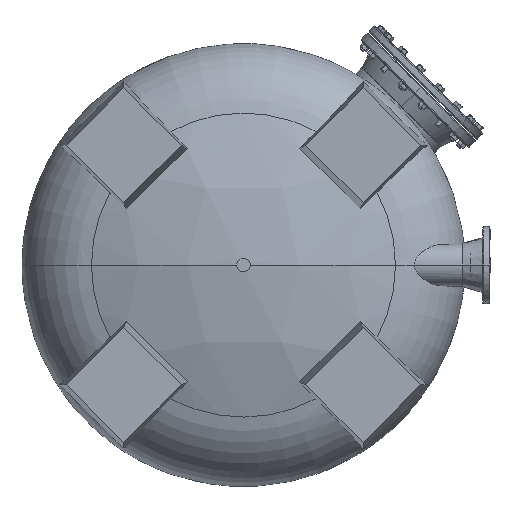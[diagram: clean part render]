
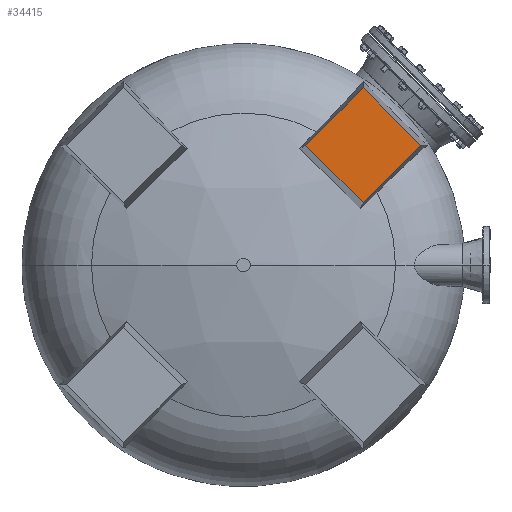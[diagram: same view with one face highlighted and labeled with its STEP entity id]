
A CAD part, front view. The second image highlights one B-rep face of the part: STEP entity #34415.
In plain terms, the highlighted planar face has unit normal (0, -1, 0).
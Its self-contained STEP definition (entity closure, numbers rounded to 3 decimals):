
#90 = EDGE_CURVE ( 'NONE', #9915, #23121, #21498, .T. ) ;
#1006 = EDGE_LOOP ( 'NONE', ( #47031, #11070, #17980, #30121 ) ) ;
#3495 = CARTESIAN_POINT ( 'NONE',  ( 360.709, -1387.477, 169.871 ) ) ;
#4151 = CARTESIAN_POINT ( 'NONE',  ( 148.577, -1387.477, 382.003 ) ) ;
#5183 = CARTESIAN_POINT ( 'NONE',  ( 219.287, -1387.477, 452.714 ) ) ;
#6654 = CARTESIAN_POINT ( 'NONE',  ( 572.841, -1387.477, 382.003 ) ) ;
#6889 = CARTESIAN_POINT ( 'NONE',  ( 431.42, -1387.477, 523.425 ) ) ;
#7749 = EDGE_CURVE ( 'NONE', #24727, #9915, #25755, .T. ) ;
#9016 = EDGE_CURVE ( 'NONE', #23121, #30187, #19340, .T. ) ;
#9322 = CARTESIAN_POINT ( 'NONE',  ( 572.841, -1387.477, 382.003 ) ) ;
#9915 = VERTEX_POINT ( 'NONE', #20228 ) ;
#11070 = ORIENTED_EDGE ( 'NONE', *, *, #90, .F. ) ;
#11983 = DIRECTION ( 'NONE',  ( -1., 0., 0. ) ) ;
#12457 = CARTESIAN_POINT ( 'NONE',  ( 360.709, -1387.477, 594.135 ) ) ;
#14546 = B_SPLINE_CURVE_WITH_KNOTS ( 'NONE', 3,
 ( #15030, #29752, #36969, #4151 ),
 .UNSPECIFIED., .F., .F.,
 ( 4, 4 ),
 ( 0., 1. ),
 .UNSPECIFIED. ) ;
#15030 = CARTESIAN_POINT ( 'NONE',  ( 360.709, -1387.477, 169.871 ) ) ;
#15226 = CARTESIAN_POINT ( 'NONE',  ( 431.42, -1387.477, 240.582 ) ) ;
#15370 = CARTESIAN_POINT ( 'NONE',  ( 289.998, -1387.477, 523.425 ) ) ;
#16322 = CARTESIAN_POINT ( 'NONE',  ( 148.577, -1387.477, 382.003 ) ) ;
#17980 = ORIENTED_EDGE ( 'NONE', *, *, #7749, .F. ) ;
#19340 = B_SPLINE_CURVE_WITH_KNOTS ( 'NONE', 3,
 ( #33553, #37388, #15226, #44620 ),
 .UNSPECIFIED., .F., .F.,
 ( 4, 4 ),
 ( 0., 1. ),
 .UNSPECIFIED. ) ;
#20228 = CARTESIAN_POINT ( 'NONE',  ( 360.709, -1387.477, 594.135 ) ) ;
#20997 = AXIS2_PLACEMENT_3D ( 'NONE', #33458, #44528, #11983 ) ;
#21498 = B_SPLINE_CURVE_WITH_KNOTS ( 'NONE', 3,
 ( #25003, #6889, #21641, #6654 ),
 .UNSPECIFIED., .F., .F.,
 ( 4, 4 ),
 ( 0., 1. ),
 .UNSPECIFIED. ) ;
#21641 = CARTESIAN_POINT ( 'NONE',  ( 502.13, -1387.477, 452.714 ) ) ;
#23121 = VERTEX_POINT ( 'NONE', #9322 ) ;
#24727 = VERTEX_POINT ( 'NONE', #35821 ) ;
#25003 = CARTESIAN_POINT ( 'NONE',  ( 360.709, -1387.477, 594.135 ) ) ;
#25755 = B_SPLINE_CURVE_WITH_KNOTS ( 'NONE', 3,
 ( #16322, #5183, #15370, #12457 ),
 .UNSPECIFIED., .F., .F.,
 ( 4, 4 ),
 ( 0., 1. ),
 .UNSPECIFIED. ) ;
#29752 = CARTESIAN_POINT ( 'NONE',  ( 289.998, -1387.477, 240.582 ) ) ;
#30083 = PLANE ( 'NONE',  #20997 ) ;
#30121 = ORIENTED_EDGE ( 'NONE', *, *, #35399, .F. ) ;
#30187 = VERTEX_POINT ( 'NONE', #3495 ) ;
#33458 = CARTESIAN_POINT ( 'NONE',  ( -81.233, -1387.477, -59.938 ) ) ;
#33553 = CARTESIAN_POINT ( 'NONE',  ( 572.841, -1387.477, 382.003 ) ) ;
#34415 = ADVANCED_FACE ( 'NONE', ( #45010 ), #30083, .T. ) ;
#35399 = EDGE_CURVE ( 'NONE', #30187, #24727, #14546, .T. ) ;
#35821 = CARTESIAN_POINT ( 'NONE',  ( 148.577, -1387.477, 382.003 ) ) ;
#36969 = CARTESIAN_POINT ( 'NONE',  ( 219.287, -1387.477, 311.293 ) ) ;
#37388 = CARTESIAN_POINT ( 'NONE',  ( 502.13, -1387.477, 311.293 ) ) ;
#44528 = DIRECTION ( 'NONE',  ( 0., -1., 0. ) ) ;
#44620 = CARTESIAN_POINT ( 'NONE',  ( 360.709, -1387.477, 169.871 ) ) ;
#45010 = FACE_OUTER_BOUND ( 'NONE', #1006, .T. ) ;
#47031 = ORIENTED_EDGE ( 'NONE', *, *, #9016, .F. ) ;
